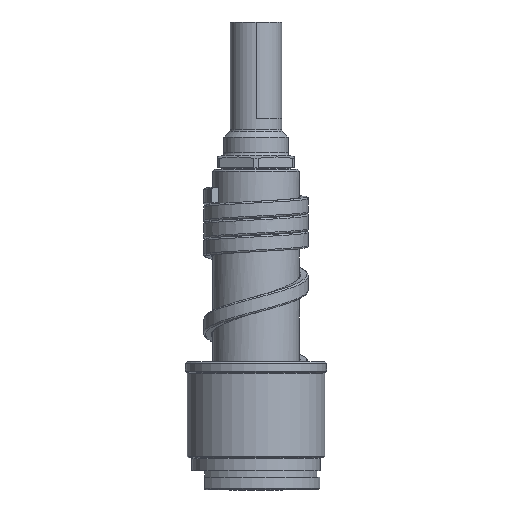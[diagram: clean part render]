
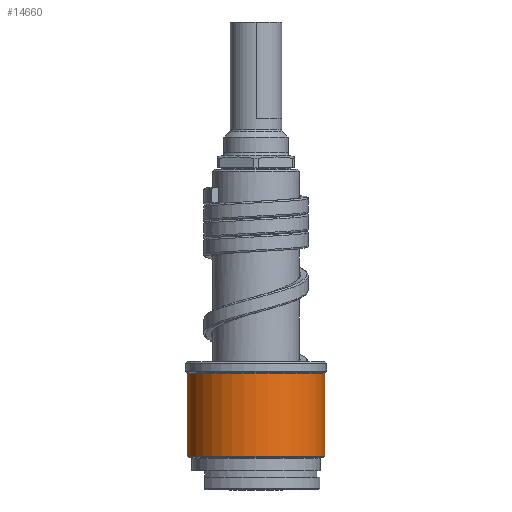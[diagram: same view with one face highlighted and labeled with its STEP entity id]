
A CAD part, front view. The second image highlights one B-rep face of the part: STEP entity #14660.
In plain terms, the highlighted cylindrical face has radius 21.5 mm (diameter 43 mm), a partial arc.
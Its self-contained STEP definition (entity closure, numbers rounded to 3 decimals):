
#5573=CARTESIAN_POINT('',(0.,0.,10.583));
#5574=DIRECTION('',(0.,0.,1.));
#5575=DIRECTION('',(-1.,0.,0.));
#5576=AXIS2_PLACEMENT_3D('',#5573,#5574,#5575);
#5578=DIRECTION('',(0.,0.,-1.));
#5579=VECTOR('',#5578,25.834);
#5580=CARTESIAN_POINT('',(-21.5,0.,36.417));
#5581=LINE('',#5580,#5579);
#5582=CARTESIAN_POINT('',(0.,0.,36.417));
#5583=DIRECTION('',(0.,0.,1.));
#5584=DIRECTION('',(-1.,0.,0.));
#5585=AXIS2_PLACEMENT_3D('',#5582,#5583,#5584);
#5587=DIRECTION('',(0.,0.,-1.));
#5588=VECTOR('',#5587,25.834);
#5589=CARTESIAN_POINT('',(21.5,0.,36.417));
#5590=LINE('',#5589,#5588);
#5911=CARTESIAN_POINT('',(21.5,0.,36.417));
#5912=CARTESIAN_POINT('',(-21.5,0.,36.417));
#5913=VERTEX_POINT('',#5911);
#5914=VERTEX_POINT('',#5912);
#5937=CARTESIAN_POINT('',(21.5,0.,10.583));
#5938=VERTEX_POINT('',#5937);
#5939=CARTESIAN_POINT('',(-21.5,0.,10.583));
#5940=VERTEX_POINT('',#5939);
#14648=CARTESIAN_POINT('',(0.,0.,8.5));
#14649=DIRECTION('',(0.,0.,1.));
#14650=DIRECTION('',(-1.,0.,0.));
#14651=AXIS2_PLACEMENT_3D('',#14648,#14649,#14650);
#14652=CYLINDRICAL_SURFACE('',#14651,21.5);
#14653=ORIENTED_EDGE('',*,*,#14629,.F.);
#14654=ORIENTED_EDGE('',*,*,#14610,.F.);
#14656=ORIENTED_EDGE('',*,*,#14655,.T.);
#14657=ORIENTED_EDGE('',*,*,#14606,.T.);
#14658=EDGE_LOOP('',(#14653,#14654,#14656,#14657));
#14659=FACE_OUTER_BOUND('',#14658,.F.);
#5577=CIRCLE('',#5576,21.5);
#5586=CIRCLE('',#5585,21.5);
#14606=EDGE_CURVE('',#5913,#5938,#5590,.T.);
#14610=EDGE_CURVE('',#5914,#5940,#5581,.T.);
#14629=EDGE_CURVE('',#5940,#5938,#5577,.T.);
#14655=EDGE_CURVE('',#5914,#5913,#5586,.T.);
#14660=ADVANCED_FACE('',(#14659),#14652,.T.);
